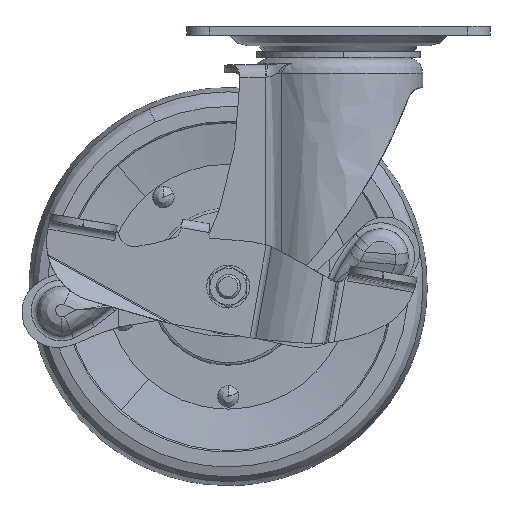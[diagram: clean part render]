
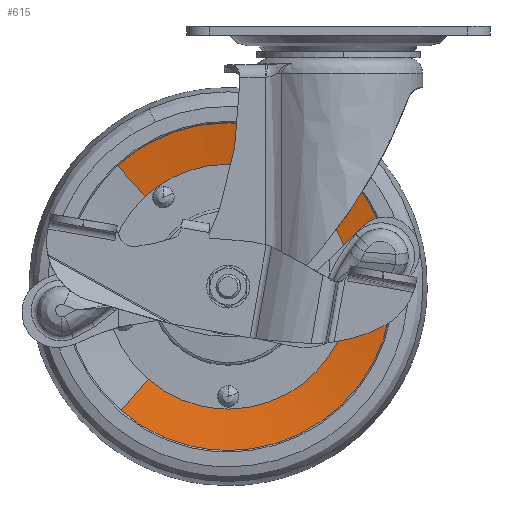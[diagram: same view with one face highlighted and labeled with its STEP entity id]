
A CAD part, front view. The second image highlights one B-rep face of the part: STEP entity #615.
In plain terms, the highlighted free-form (B-spline) face has degree [2, 1] with [7, 2] control points.
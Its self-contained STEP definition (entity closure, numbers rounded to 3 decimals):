
#468=CARTESIAN_POINT('',(-61.953,-9.437,-115.143));
#469=CARTESIAN_POINT('',(-35.244,-9.437,-138.254));
#470=CARTESIAN_POINT('',(-9.204,-9.437,-114.392));
#471=CARTESIAN_POINT('',(20.038,-9.437,-87.597));
#472=CARTESIAN_POINT('',(-6.758,-9.437,-58.354));
#473=CARTESIAN_POINT('',(-33.553,-9.437,-29.112));
#474=CARTESIAN_POINT('',(-62.796,-9.437,-55.908));
#475=CARTESIAN_POINT('',(-71.234,-12.064,-125.868));
#476=CARTESIAN_POINT('',(-34.974,-12.064,-157.244));
#477=CARTESIAN_POINT('',(0.378,-12.064,-124.849));
#478=CARTESIAN_POINT('',(40.077,-12.064,-88.472));
#479=CARTESIAN_POINT('',(3.699,-12.064,-48.772));
#480=CARTESIAN_POINT('',(-32.678,-12.064,-9.073));
#481=CARTESIAN_POINT('',(-72.378,-12.064,-45.451));
#489=(BOUNDED_SURFACE()B_SPLINE_SURFACE(2,1,((#468,#475),(#469,#476),(#470,#477),(#471,#478),(#472,#479),(#473,#480),(#474,#481)),.UNSPECIFIED.,.F.,.F.,.U.)B_SPLINE_SURFACE_WITH_KNOTS((3,2,2,3),(2,2),(0.0,82.078,171.293,260.507),(0.0,14.425),.UNSPECIFIED.)GEOMETRIC_REPRESENTATION_ITEM()RATIONAL_B_SPLINE_SURFACE(((0.957,0.957),(0.731,0.731),(1.0,1.0),(0.707,0.707),(1.0,1.0),(0.707,0.707),(1.0,1.0)))REPRESENTATION_ITEM('')SURFACE());
#490=CARTESIAN_POINT('',(-62.174,-9.5,-115.398));
#491=VERTEX_POINT('',#490);
#492=CARTESIAN_POINT('',(-36.0,-9.5,-125.15));
#493=VERTEX_POINT('',#492);
#494=CARTESIAN_POINT('',(-62.174,-9.5,-115.398));
#495=CARTESIAN_POINT('',(-50.904,-9.5,-125.15));
#496=CARTESIAN_POINT('',(-36.0,-9.5,-125.15));
#504=(BOUNDED_CURVE()B_SPLINE_CURVE(2,(#494,#495,#496),.UNSPECIFIED.,.F.,.U.)B_SPLINE_CURVE_WITH_KNOTS((3,3),(0.886,1.0),.UNSPECIFIED.)CURVE()GEOMETRIC_REPRESENTATION_ITEM()RATIONAL_B_SPLINE_CURVE((0.855,0.866,1.0))REPRESENTATION_ITEM(''));
#505=EDGE_CURVE('',#491,#493,#504,.T.);
#506=ORIENTED_EDGE('',*,*,#505,.F.);
#507=CARTESIAN_POINT('',(-71.007,-12.,-125.607));
#508=VERTEX_POINT('',#507);
#509=CARTESIAN_POINT('',(-62.174,-9.5,-115.398));
#510=CARTESIAN_POINT('',(-71.007,-12.,-125.607));
#511=QUASI_UNIFORM_CURVE('',1,(#509,#510),.UNSPECIFIED.,.F.,.U.);
#512=EDGE_CURVE('',#491,#508,#511,.T.);
#513=ORIENTED_EDGE('',*,*,#512,.T.);
#514=CARTESIAN_POINT('',(-36.0,-12.0,-138.65));
#515=VERTEX_POINT('',#514);
#516=CARTESIAN_POINT('',(-71.007,-12.,-125.607));
#517=CARTESIAN_POINT('',(-55.933,-12.,-138.65));
#518=CARTESIAN_POINT('',(-36.0,-12.0,-138.65));
#526=(BOUNDED_CURVE()B_SPLINE_CURVE(2,(#516,#517,#518),.UNSPECIFIED.,.F.,.U.)B_SPLINE_CURVE_WITH_KNOTS((3,3),(0.886,1.0),.UNSPECIFIED.)CURVE()GEOMETRIC_REPRESENTATION_ITEM()RATIONAL_B_SPLINE_CURVE((0.855,0.866,1.0))REPRESENTATION_ITEM(''));
#527=EDGE_CURVE('',#508,#515,#526,.T.);
#528=ORIENTED_EDGE('',*,*,#527,.T.);
#529=CARTESIAN_POINT('',(17.483,-12.,-86.494));
#530=VERTEX_POINT('',#529);
#531=CARTESIAN_POINT('',(-36.0,-12.0,-138.65));
#532=CARTESIAN_POINT('',(16.172,-12.,-138.65));
#533=CARTESIAN_POINT('',(17.483,-12.,-86.494));
#541=(BOUNDED_CURVE()B_SPLINE_CURVE(2,(#531,#532,#533),.UNSPECIFIED.,.F.,.U.)B_SPLINE_CURVE_WITH_KNOTS((3,3),(0.0,0.246),.UNSPECIFIED.)CURVE()GEOMETRIC_REPRESENTATION_ITEM()RATIONAL_B_SPLINE_CURVE((1.0,0.712,0.99))REPRESENTATION_ITEM(''));
#542=EDGE_CURVE('',#515,#530,#541,.T.);
#543=ORIENTED_EDGE('',*,*,#542,.T.);
#544=CARTESIAN_POINT('',(-36.0,-12.0,-31.65));
#545=VERTEX_POINT('',#544);
#546=CARTESIAN_POINT('',(17.483,-12.,-86.494));
#547=CARTESIAN_POINT('',(17.5,-12.,-85.822));
#548=CARTESIAN_POINT('',(17.5,-12.0,-85.15));
#549=CARTESIAN_POINT('',(17.5,-12.0,-31.65));
#550=CARTESIAN_POINT('',(-36.0,-12.0,-31.65));
#558=(BOUNDED_CURVE()B_SPLINE_CURVE(2,(#546,#547,#548,#549,#550),.UNSPECIFIED.,.F.,.U.)B_SPLINE_CURVE_WITH_KNOTS((3,2,3),(0.246,0.25,0.5),.UNSPECIFIED.)CURVE()GEOMETRIC_REPRESENTATION_ITEM()RATIONAL_B_SPLINE_CURVE((0.99,0.995,1.0,0.707,1.0))REPRESENTATION_ITEM(''));
#559=EDGE_CURVE('',#530,#545,#558,.T.);
#560=ORIENTED_EDGE('',*,*,#559,.T.);
#561=CARTESIAN_POINT('',(-72.144,-12.,-45.706));
#562=VERTEX_POINT('',#561);
#563=CARTESIAN_POINT('',(-36.0,-12.0,-31.65));
#564=CARTESIAN_POINT('',(-56.805,-12.,-31.65));
#565=CARTESIAN_POINT('',(-72.144,-12.,-45.706));
#573=(BOUNDED_CURVE()B_SPLINE_CURVE(2,(#563,#564,#565),.UNSPECIFIED.,.F.,.U.)B_SPLINE_CURVE_WITH_KNOTS((3,3),(0.5,0.618),.UNSPECIFIED.)CURVE()GEOMETRIC_REPRESENTATION_ITEM()RATIONAL_B_SPLINE_CURVE((1.0,0.861,0.854))REPRESENTATION_ITEM(''));
#574=EDGE_CURVE('',#545,#562,#573,.T.);
#575=ORIENTED_EDGE('',*,*,#574,.T.);
#576=CARTESIAN_POINT('',(-63.024,-9.5,-55.659));
#577=VERTEX_POINT('',#576);
#578=CARTESIAN_POINT('',(-63.024,-9.5,-55.659));
#579=CARTESIAN_POINT('',(-72.144,-12.,-45.706));
#580=QUASI_UNIFORM_CURVE('',1,(#578,#579),.UNSPECIFIED.,.F.,.U.);
#581=EDGE_CURVE('',#577,#562,#580,.T.);
#582=ORIENTED_EDGE('',*,*,#581,.F.);
#583=CARTESIAN_POINT('',(-36.0,-9.5,-45.15));
#584=VERTEX_POINT('',#583);
#585=CARTESIAN_POINT('',(-36.0,-9.5,-45.15));
#586=CARTESIAN_POINT('',(-51.555,-9.5,-45.15));
#587=CARTESIAN_POINT('',(-63.024,-9.5,-55.659));
#595=(BOUNDED_CURVE()B_SPLINE_CURVE(2,(#585,#586,#587),.UNSPECIFIED.,.F.,.U.)B_SPLINE_CURVE_WITH_KNOTS((3,3),(0.5,0.618),.UNSPECIFIED.)CURVE()GEOMETRIC_REPRESENTATION_ITEM()RATIONAL_B_SPLINE_CURVE((1.0,0.861,0.854))REPRESENTATION_ITEM(''));
#596=EDGE_CURVE('',#584,#577,#595,.T.);
#597=ORIENTED_EDGE('',*,*,#596,.F.);
#598=CARTESIAN_POINT('',(-36.0,-9.5,-125.15));
#599=CARTESIAN_POINT('',(4.,-9.5,-125.15));
#600=CARTESIAN_POINT('',(4.,-9.5,-85.15));
#601=CARTESIAN_POINT('',(4.,-9.5,-45.15));
#602=CARTESIAN_POINT('',(-36.0,-9.5,-45.15));
#610=(BOUNDED_CURVE()B_SPLINE_CURVE(2,(#598,#599,#600,#601,#602),.UNSPECIFIED.,.F.,.U.)B_SPLINE_CURVE_WITH_KNOTS((3,2,3),(0.0,0.25,0.5),.UNSPECIFIED.)CURVE()GEOMETRIC_REPRESENTATION_ITEM()RATIONAL_B_SPLINE_CURVE((1.0,0.707,1.0,0.707,1.0))REPRESENTATION_ITEM(''));
#611=EDGE_CURVE('',#493,#584,#610,.T.);
#612=ORIENTED_EDGE('',*,*,#611,.F.);
#613=EDGE_LOOP('',(#506,#513,#528,#543,#560,#575,#582,#597,#612));
#614=FACE_OUTER_BOUND('',#613,.T.);
#615=ADVANCED_FACE('',(#614),#489,.F.);
